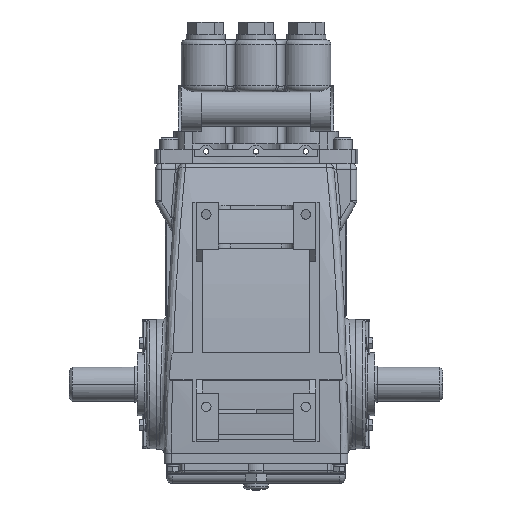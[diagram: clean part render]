
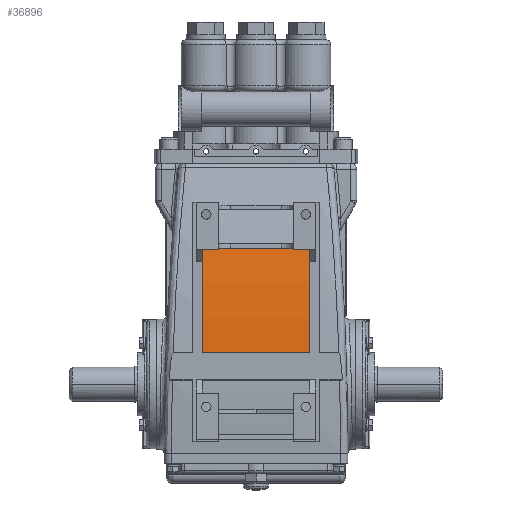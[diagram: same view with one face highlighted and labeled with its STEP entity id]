
A CAD part, front view. The second image highlights one B-rep face of the part: STEP entity #36896.
In plain terms, the highlighted cylindrical face has radius 634.291 mm (diameter 1268.58 mm), a partial arc.
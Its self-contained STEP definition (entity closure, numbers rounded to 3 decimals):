
#256 = FACE_OUTER_BOUND ( 'NONE', #26124, .T. ) ;
#259 = CYLINDRICAL_SURFACE ( 'NONE', #36625, 634.291 ) ;
#644 = CARTESIAN_POINT ( 'NONE',  ( 104.705, 592.248, 1.885 ) ) ;
#645 = DIRECTION ( 'NONE',  ( -1., 0., 0. ) ) ;
#646 = DIRECTION ( 'NONE',  ( 0., 0., 1. ) ) ;
#2780 = CIRCLE ( 'NONE', #2785, 634.291 ) ;
#2785 = AXIS2_PLACEMENT_3D ( 'NONE', #6933, #6934, #6935 ) ;
#2788 = VECTOR ( 'NONE', #6951, 1000. ) ;
#2789 = VECTOR ( 'NONE', #6953, 1000. ) ;
#2793 = CIRCLE ( 'NONE', #2795, 634.291 ) ;
#2795 = AXIS2_PLACEMENT_3D ( 'NONE', #6961, #6962, #6963 ) ;
#2800 = VECTOR ( 'NONE', #6971, 1000. ) ;
#6933 = CARTESIAN_POINT ( 'NONE',  ( 71.215, 592.248, 1.885 ) ) ;
#6934 = DIRECTION ( 'NONE',  ( 1., 0., 0. ) ) ;
#6935 = DIRECTION ( 'NONE',  ( 0., 0., 1. ) ) ;
#6950 = CARTESIAN_POINT ( 'NONE',  ( 104.705, -31.162, 118.872 ) ) ;
#6951 = DIRECTION ( 'NONE',  ( 1., 0., 0. ) ) ;
#6952 = CARTESIAN_POINT ( 'NONE',  ( 104.705, -30.922, 120.142 ) ) ;
#6953 = DIRECTION ( 'NONE',  ( 1., 0., 0. ) ) ;
#6961 = CARTESIAN_POINT ( 'NONE',  ( -9.786, 592.248, 1.885 ) ) ;
#6962 = DIRECTION ( 'NONE',  ( -1., 0., 0. ) ) ;
#6963 = DIRECTION ( 'NONE',  ( 0., 0., -1. ) ) ;
#6970 = CARTESIAN_POINT ( 'NONE',  ( 104.705, -31.162, 118.872 ) ) ;
#6971 = DIRECTION ( 'NONE',  ( 1., 0., 0. ) ) ;
#7480 = CARTESIAN_POINT ( 'NONE',  ( -9.786, -30.922, 120.142 ) ) ;
#7483 = CARTESIAN_POINT ( 'NONE',  ( 71.215, -41.521, 27.629 ) ) ;
#7485 = CARTESIAN_POINT ( 'NONE',  ( 71.215, -31.162, 118.872 ) ) ;
#7493 = CARTESIAN_POINT ( 'NONE',  ( -9.786, -31.162, 118.872 ) ) ;
#9880 = CARTESIAN_POINT ( 'NONE',  ( 56.965, -30.922, 120.142 ) ) ;
#9976 = CARTESIAN_POINT ( 'NONE',  ( -24.035, -41.521, 27.629 ) ) ;
#9980 = CARTESIAN_POINT ( 'NONE',  ( -24.035, -31.162, 118.872 ) ) ;
#10118 = CARTESIAN_POINT ( 'NONE',  ( 56.965, -31.162, 118.872 ) ) ;
#12171 = ORIENTED_EDGE ( 'NONE', *, *, #39906, .F. ) ;
#12172 = ORIENTED_EDGE ( 'NONE', *, *, #27091, .T. ) ;
#12173 = ORIENTED_EDGE ( 'NONE', *, *, #39899, .F. ) ;
#12174 = ORIENTED_EDGE ( 'NONE', *, *, #27093, .F. ) ;
#15632 = CARTESIAN_POINT ( 'NONE',  ( 104.705, -41.521, 27.629 ) ) ;
#15633 = DIRECTION ( 'NONE',  ( 1., 0., 0. ) ) ;
#15634 = CARTESIAN_POINT ( 'NONE',  ( -24.035, 592.248, 1.885 ) ) ;
#15635 = DIRECTION ( 'NONE',  ( -1., 0., 0. ) ) ;
#15636 = DIRECTION ( 'NONE',  ( 0., 0., -1. ) ) ;
#15736 = CARTESIAN_POINT ( 'NONE',  ( 56.965, 592.248, 1.885 ) ) ;
#15737 = DIRECTION ( 'NONE',  ( 1., 0., 0. ) ) ;
#15738 = DIRECTION ( 'NONE',  ( 0., 0., 1. ) ) ;
#16059 = CIRCLE ( 'NONE', #16065, 634.291 ) ;
#16064 = VECTOR ( 'NONE', #15633, 1000. ) ;
#16065 = AXIS2_PLACEMENT_3D ( 'NONE', #15634, #15635, #15636 ) ;
#16082 = CIRCLE ( 'NONE', #16112, 634.291 ) ;
#16112 = AXIS2_PLACEMENT_3D ( 'NONE', #15736, #15737, #15738 ) ;
#22490 = VERTEX_POINT ( 'NONE', #10118 ) ;
#22628 = VERTEX_POINT ( 'NONE', #9980 ) ;
#22632 = VERTEX_POINT ( 'NONE', #9976 ) ;
#22737 = VERTEX_POINT ( 'NONE', #9880 ) ;
#22747 = VERTEX_POINT ( 'NONE', #7480 ) ;
#22750 = VERTEX_POINT ( 'NONE', #7483 ) ;
#22752 = VERTEX_POINT ( 'NONE', #7485 ) ;
#22760 = VERTEX_POINT ( 'NONE', #7493 ) ;
#26124 = EDGE_LOOP ( 'NONE', ( #12174, #12172, #12173, #12171, #32944, #32941, #32946, #32945 ) ) ;
#27091 = EDGE_CURVE ( 'NONE', #22632, #22750, #37503, .T. ) ;
#27093 = EDGE_CURVE ( 'NONE', #22632, #22628, #16059, .T. ) ;
#27156 = EDGE_CURVE ( 'NONE', #22737, #22490, #16082, .T. ) ;
#32941 = ORIENTED_EDGE ( 'NONE', *, *, #39909, .F. ) ;
#32944 = ORIENTED_EDGE ( 'NONE', *, *, #27156, .F. ) ;
#32945 = ORIENTED_EDGE ( 'NONE', *, *, #39927, .F. ) ;
#32946 = ORIENTED_EDGE ( 'NONE', *, *, #39917, .F. ) ;
#33023 = LINE ( 'NONE', #6950, #2788 ) ;
#33024 = LINE ( 'NONE', #6952, #2789 ) ;
#33030 = LINE ( 'NONE', #6970, #2800 ) ;
#36625 = AXIS2_PLACEMENT_3D ( 'NONE', #644, #645, #646 ) ;
#36896 = ADVANCED_FACE ( 'NONE', ( #256 ), #259, .T. ) ;
#37503 = LINE ( 'NONE', #15632, #16064 ) ;
#39899 = EDGE_CURVE ( 'NONE', #22752, #22750, #2780, .T. ) ;
#39906 = EDGE_CURVE ( 'NONE', #22490, #22752, #33023, .T. ) ;
#39909 = EDGE_CURVE ( 'NONE', #22747, #22737, #33024, .T. ) ;
#39917 = EDGE_CURVE ( 'NONE', #22760, #22747, #2793, .T. ) ;
#39927 = EDGE_CURVE ( 'NONE', #22628, #22760, #33030, .T. ) ;
